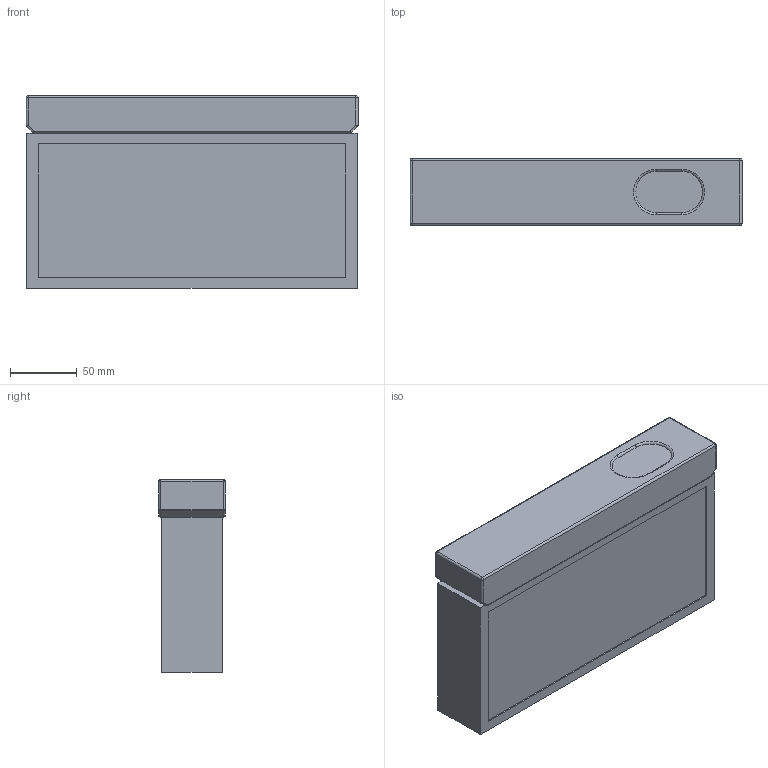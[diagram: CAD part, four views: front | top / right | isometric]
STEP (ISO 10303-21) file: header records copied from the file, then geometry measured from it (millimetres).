
FILE_DESCRIPTION(/* description */ ('Unknown'),/* implementation_level */ '2;1');
FILE_NAME(/* name */ 'SNP 7220 WA',/* time_stamp */ '2020-08-05T11:10:10+02:00',/* author */ ('Unknown'),/* organization */ ('Unknown'),/* preprocessor_version */ 'ST-DEVELOPER v16.7',/* originating_system */ 'Solid Edge',/* authorisation */ 'Unknown');
FILE_SCHEMA (('AUTOMOTIVE_DESIGN {1 0 10303 214 3 1 1}'));
Length unit declared in the file: millimetre
Products named in the file (1): SNP 7220 WA
Bounding box: 248 x 50 x 144 mm (x, y, z)
Volume: 1586507 mm3; surface area: 110431.5 mm2
Topology: 1 solids, 1 shells, 55 faces, 126 edges, 68 vertices
Faces by surface type: plane 27, cylinder 18, sphere 4, bspline 4, torus 2
Entity records: 1522 total; most frequent: CARTESIAN_POINT 298, DIRECTION 258, ORIENTED_EDGE 236, EDGE_CURVE 118, AXIS2_PLACEMENT_3D 88, LINE 82, VECTOR 82, VERTEX_POINT 68
